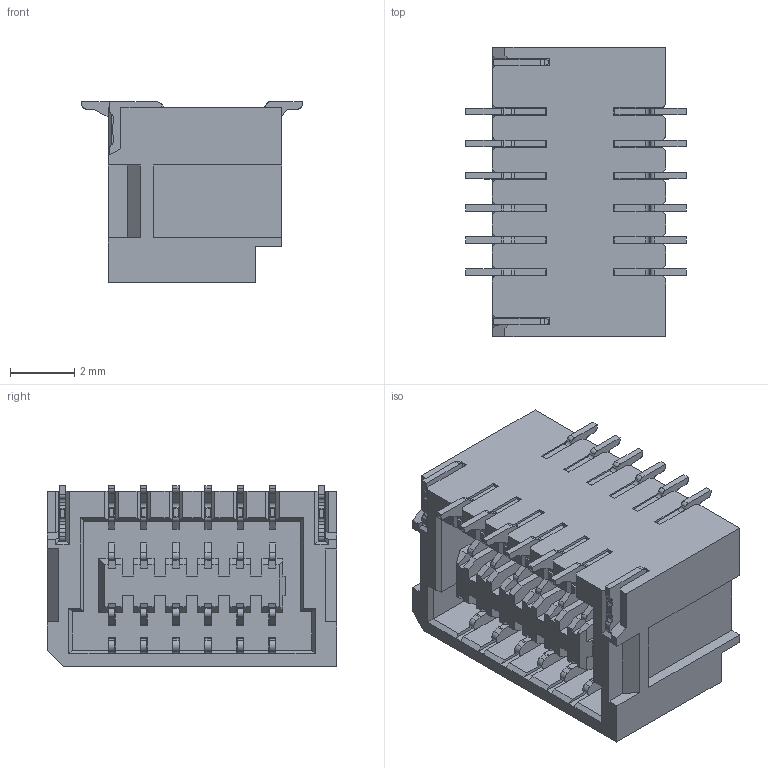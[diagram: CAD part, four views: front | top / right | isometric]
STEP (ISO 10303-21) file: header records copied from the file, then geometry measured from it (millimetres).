
FILE_DESCRIPTION (( 'STEP AP203' ), '1' );
FILE_NAME ('FWF10013-D12B83NAM.STEP', '2025-11-21T03:41:12', ( '' ), ( '' ), 'SwSTEP 2.0', 'SolidWorks 2021', '' );
FILE_SCHEMA (( 'CONFIG_CONTROL_DESIGN' ));
Length unit declared in the file: millimetre
Products named in the file (1): FWF10013-D12B83NAM
Bounding box: 6.86 x 9 x 5.62 mm (x, y, z)
Volume: 174.1 mm3; surface area: 743.9 mm2
Topology: 1 solids, 7 shells, 1496 faces, 4625 edges, 3036 vertices
Faces by surface type: plane 1108, bspline 388
Entity records: 57720 total; most frequent: CARTESIAN_POINT 19500, ORIENTED_EDGE 9250, DIRECTION 6003, EDGE_CURVE 4625, LINE 3785, VECTOR 3785, VERTEX_POINT 3036, EDGE_LOOP 1545
